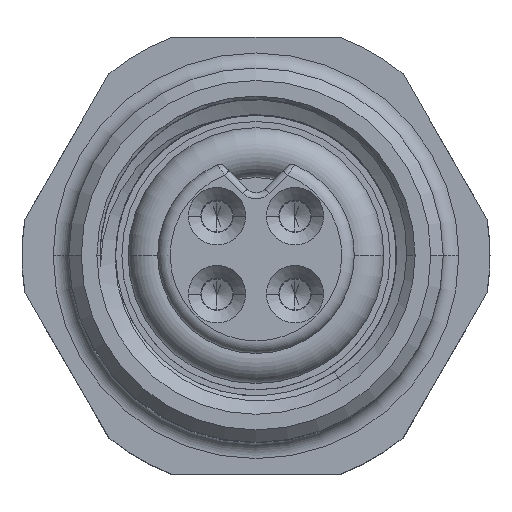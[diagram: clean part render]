
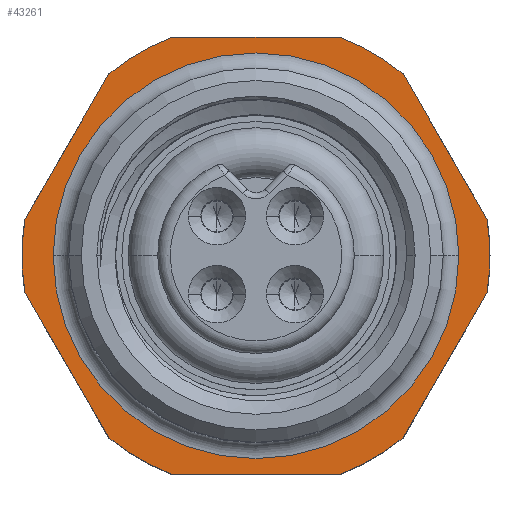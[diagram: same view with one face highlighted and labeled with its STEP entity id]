
A CAD part, top view. The second image highlights one B-rep face of the part: STEP entity #43261.
In plain terms, the highlighted planar face has unit normal (0, 0, 1).
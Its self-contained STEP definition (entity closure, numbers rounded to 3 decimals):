
#39162=CARTESIAN_POINT('',(0.,0.,-1.3));
#39163=DIRECTION('',(0.,0.,-1.));
#39164=DIRECTION('',(0.359,0.933,0.));
#39165=AXIS2_PLACEMENT_3D('',#39162,#39163,#39164);
#39167=DIRECTION('',(0.5,-0.866,0.));
#39168=VECTOR('',#39167,2.693);
#39169=CARTESIAN_POINT('',(2.358,2.916,-1.3));
#39170=LINE('',#39169,#39168);
#39171=CARTESIAN_POINT('',(0.,0.,-1.3));
#39172=DIRECTION('',(0.,0.,-1.));
#39173=DIRECTION('',(0.988,0.156,0.));
#39174=AXIS2_PLACEMENT_3D('',#39171,#39172,#39173);
#39176=DIRECTION('',(-0.5,-0.866,0.));
#39177=VECTOR('',#39176,2.693);
#39178=CARTESIAN_POINT('',(3.704,-0.584,-1.3));
#39179=LINE('',#39178,#39177);
#39180=CARTESIAN_POINT('',(0.,0.,-1.3));
#39181=DIRECTION('',(0.,0.,-1.));
#39182=DIRECTION('',(0.629,-0.778,0.));
#39183=AXIS2_PLACEMENT_3D('',#39180,#39181,#39182);
#39185=DIRECTION('',(-1.,0.,0.));
#39186=VECTOR('',#39185,2.693);
#39187=CARTESIAN_POINT('',(1.346,-3.5,-1.3));
#39188=LINE('',#39187,#39186);
#39189=CARTESIAN_POINT('',(0.,0.,-1.3));
#39190=DIRECTION('',(0.,0.,-1.));
#39191=DIRECTION('',(-0.359,-0.933,0.));
#39192=AXIS2_PLACEMENT_3D('',#39189,#39190,#39191);
#39194=DIRECTION('',(-0.5,0.866,0.));
#39195=VECTOR('',#39194,2.693);
#39196=CARTESIAN_POINT('',(-2.358,-2.916,-1.3));
#39197=LINE('',#39196,#39195);
#39198=CARTESIAN_POINT('',(0.,0.,-1.3));
#39199=DIRECTION('',(0.,0.,-1.));
#39200=DIRECTION('',(-0.988,-0.156,0.));
#39201=AXIS2_PLACEMENT_3D('',#39198,#39199,#39200);
#39203=DIRECTION('',(0.5,0.866,0.));
#39204=VECTOR('',#39203,2.693);
#39205=CARTESIAN_POINT('',(-3.704,0.584,-1.3));
#39206=LINE('',#39205,#39204);
#39207=CARTESIAN_POINT('',(0.,0.,-1.3));
#39208=DIRECTION('',(0.,0.,-1.));
#39209=DIRECTION('',(-0.629,0.778,0.));
#39210=AXIS2_PLACEMENT_3D('',#39207,#39208,#39209);
#39212=DIRECTION('',(1.,0.,0.));
#39213=VECTOR('',#39212,2.693);
#39214=CARTESIAN_POINT('',(-1.346,3.5,-1.3));
#39215=LINE('',#39214,#39213);
#39216=CARTESIAN_POINT('',(0.,0.,-1.3));
#39217=DIRECTION('',(0.,0.,-1.));
#39218=DIRECTION('',(1.,0.,0.));
#39219=AXIS2_PLACEMENT_3D('',#39216,#39217,#39218);
#39221=CARTESIAN_POINT('',(0.,0.,-1.3));
#39222=DIRECTION('',(0.,0.,-1.));
#39223=DIRECTION('',(-1.,0.,0.));
#39224=AXIS2_PLACEMENT_3D('',#39221,#39222,#39223);
#42863=CARTESIAN_POINT('',(1.346,3.5,-1.3));
#42864=CARTESIAN_POINT('',(2.358,2.916,-1.3));
#42865=VERTEX_POINT('',#42863);
#42866=VERTEX_POINT('',#42864);
#42867=CARTESIAN_POINT('',(3.704,0.584,-1.3));
#42868=VERTEX_POINT('',#42867);
#42869=CARTESIAN_POINT('',(3.704,-0.584,-1.3));
#42870=VERTEX_POINT('',#42869);
#42871=CARTESIAN_POINT('',(2.358,-2.916,-1.3));
#42872=VERTEX_POINT('',#42871);
#42873=CARTESIAN_POINT('',(1.346,-3.5,-1.3));
#42874=VERTEX_POINT('',#42873);
#42875=CARTESIAN_POINT('',(-1.346,-3.5,-1.3));
#42876=VERTEX_POINT('',#42875);
#42877=CARTESIAN_POINT('',(-2.358,-2.916,-1.3));
#42878=VERTEX_POINT('',#42877);
#42879=CARTESIAN_POINT('',(-3.704,-0.584,-1.3));
#42880=VERTEX_POINT('',#42879);
#42881=CARTESIAN_POINT('',(-3.704,0.584,-1.3));
#42882=VERTEX_POINT('',#42881);
#42883=CARTESIAN_POINT('',(-2.358,2.916,-1.3));
#42884=VERTEX_POINT('',#42883);
#42885=CARTESIAN_POINT('',(-1.346,3.5,-1.3));
#42886=VERTEX_POINT('',#42885);
#42891=CARTESIAN_POINT('',(3.25,0.,-1.3));
#42892=CARTESIAN_POINT('',(-3.25,0.,-1.3));
#42893=VERTEX_POINT('',#42891);
#42894=VERTEX_POINT('',#42892);
#43226=CARTESIAN_POINT('',(0.,0.,-1.3));
#43227=DIRECTION('',(0.,0.,-1.));
#43228=DIRECTION('',(-1.,0.,0.));
#43229=AXIS2_PLACEMENT_3D('',#43226,#43227,#43228);
#43230=PLANE('',#43229);
#43232=ORIENTED_EDGE('',*,*,#43231,.T.);
#43234=ORIENTED_EDGE('',*,*,#43233,.T.);
#43236=ORIENTED_EDGE('',*,*,#43235,.T.);
#43238=ORIENTED_EDGE('',*,*,#43237,.T.);
#43240=ORIENTED_EDGE('',*,*,#43239,.T.);
#43242=ORIENTED_EDGE('',*,*,#43241,.T.);
#43244=ORIENTED_EDGE('',*,*,#43243,.T.);
#43246=ORIENTED_EDGE('',*,*,#43245,.T.);
#43248=ORIENTED_EDGE('',*,*,#43247,.T.);
#43250=ORIENTED_EDGE('',*,*,#43249,.T.);
#43252=ORIENTED_EDGE('',*,*,#43251,.T.);
#43254=ORIENTED_EDGE('',*,*,#43253,.T.);
#43255=EDGE_LOOP('',(#43232,#43234,#43236,#43238,#43240,#43242,#43244,#43246,
#43248,#43250,#43252,#43254));
#43256=FACE_OUTER_BOUND('',#43255,.F.);
#43257=ORIENTED_EDGE('',*,*,#43208,.F.);
#43258=ORIENTED_EDGE('',*,*,#43193,.F.);
#43259=EDGE_LOOP('',(#43257,#43258));
#43260=FACE_BOUND('',#43259,.F.);
#39166=CIRCLE('',#39165,3.75);
#39175=CIRCLE('',#39174,3.75);
#39184=CIRCLE('',#39183,3.75);
#39193=CIRCLE('',#39192,3.75);
#39202=CIRCLE('',#39201,3.75);
#39211=CIRCLE('',#39210,3.75);
#39220=CIRCLE('',#39219,3.25);
#39225=CIRCLE('',#39224,3.25);
#43193=EDGE_CURVE('',#42894,#42893,#39225,.T.);
#43208=EDGE_CURVE('',#42893,#42894,#39220,.T.);
#43231=EDGE_CURVE('',#42865,#42866,#39166,.T.);
#43233=EDGE_CURVE('',#42866,#42868,#39170,.T.);
#43235=EDGE_CURVE('',#42868,#42870,#39175,.T.);
#43237=EDGE_CURVE('',#42870,#42872,#39179,.T.);
#43239=EDGE_CURVE('',#42872,#42874,#39184,.T.);
#43241=EDGE_CURVE('',#42874,#42876,#39188,.T.);
#43243=EDGE_CURVE('',#42876,#42878,#39193,.T.);
#43245=EDGE_CURVE('',#42878,#42880,#39197,.T.);
#43247=EDGE_CURVE('',#42880,#42882,#39202,.T.);
#43249=EDGE_CURVE('',#42882,#42884,#39206,.T.);
#43251=EDGE_CURVE('',#42884,#42886,#39211,.T.);
#43253=EDGE_CURVE('',#42886,#42865,#39215,.T.);
#43261=ADVANCED_FACE('',(#43256,#43260),#43230,.F.);
